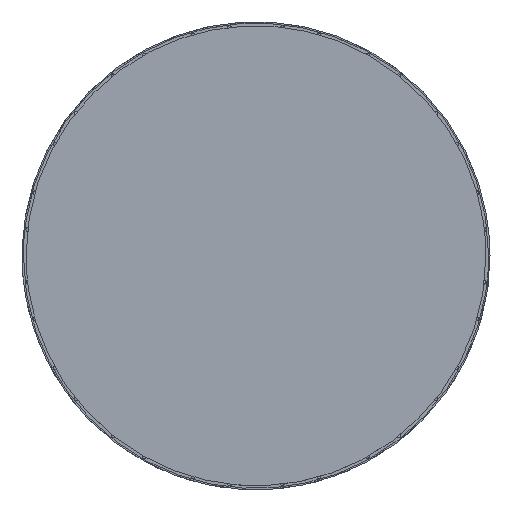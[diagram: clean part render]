
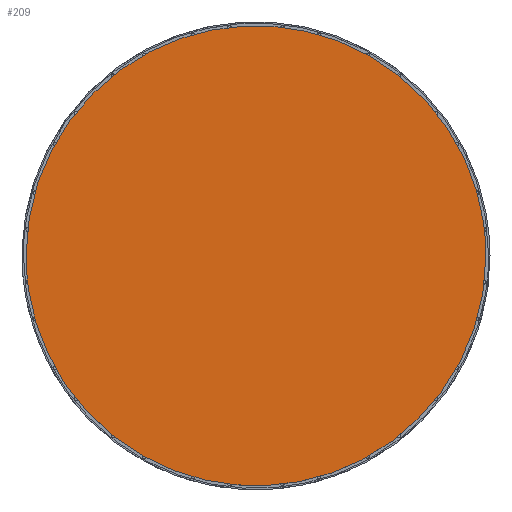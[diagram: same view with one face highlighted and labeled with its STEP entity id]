
A CAD part, top view. The second image highlights one B-rep face of the part: STEP entity #209.
In plain terms, the highlighted planar face has unit normal (0, 0, 1).
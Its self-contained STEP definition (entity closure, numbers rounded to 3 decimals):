
#209=ADVANCED_FACE('',(#348),#1639,.T.);
#348=FACE_OUTER_BOUND('',#489,.T.);
#489=EDGE_LOOP('',(#969,#970));
#969=ORIENTED_EDGE('',*,*,#1218,.F.);
#970=ORIENTED_EDGE('',*,*,#1214,.F.);
#1214=EDGE_CURVE('',#1600,#1602,#1457,.T.);
#1218=EDGE_CURVE('',#1602,#1600,#1461,.T.);
#1457=(
BOUNDED_CURVE()
B_SPLINE_CURVE(2,(#7965,#7966,#7967,#7968,#7969),.UNSPECIFIED.,.F.,.F.)
B_SPLINE_CURVE_WITH_KNOTS((3,2,3),(-2161.278,-1620.959,
-1080.639),.UNSPECIFIED.)
CURVE()
GEOMETRIC_REPRESENTATION_ITEM()
RATIONAL_B_SPLINE_CURVE((1.,0.707,1.,0.707,1.))
REPRESENTATION_ITEM('')
);
#1461=(
BOUNDED_CURVE()
B_SPLINE_CURVE(2,(#7979,#7980,#7981,#7982,#7983),.UNSPECIFIED.,.F.,.F.)
B_SPLINE_CURVE_WITH_KNOTS((3,2,3),(-1080.639,-540.32,
0.),.UNSPECIFIED.)
CURVE()
GEOMETRIC_REPRESENTATION_ITEM()
RATIONAL_B_SPLINE_CURVE((1.,0.707,1.,0.707,1.))
REPRESENTATION_ITEM('')
);
#1600=VERTEX_POINT('',#7961);
#1602=VERTEX_POINT('',#7963);
#1639=PLANE('',#1798);
#1798=AXIS2_PLACEMENT_3D('',#7949,#1839,$);
#1839=DIRECTION('',(0.,0.,1.));
#7949=CARTESIAN_POINT('',(70160.509,-72783.328,410.));
#7961=CARTESIAN_POINT('',(70074.515,-72353.356,410.));
#7963=CARTESIAN_POINT('',(69386.559,-72353.356,410.));
#7965=CARTESIAN_POINT('',(70074.515,-72353.356,410.));
#7966=CARTESIAN_POINT('',(70074.515,-72697.334,410.));
#7967=CARTESIAN_POINT('',(69730.537,-72697.334,410.));
#7968=CARTESIAN_POINT('',(69386.559,-72697.334,410.));
#7969=CARTESIAN_POINT('',(69386.559,-72353.356,410.));
#7979=CARTESIAN_POINT('',(69386.559,-72353.356,410.));
#7980=CARTESIAN_POINT('',(69386.559,-72009.377,410.));
#7981=CARTESIAN_POINT('',(69730.537,-72009.377,410.));
#7982=CARTESIAN_POINT('',(70074.515,-72009.377,410.));
#7983=CARTESIAN_POINT('',(70074.515,-72353.356,410.));
